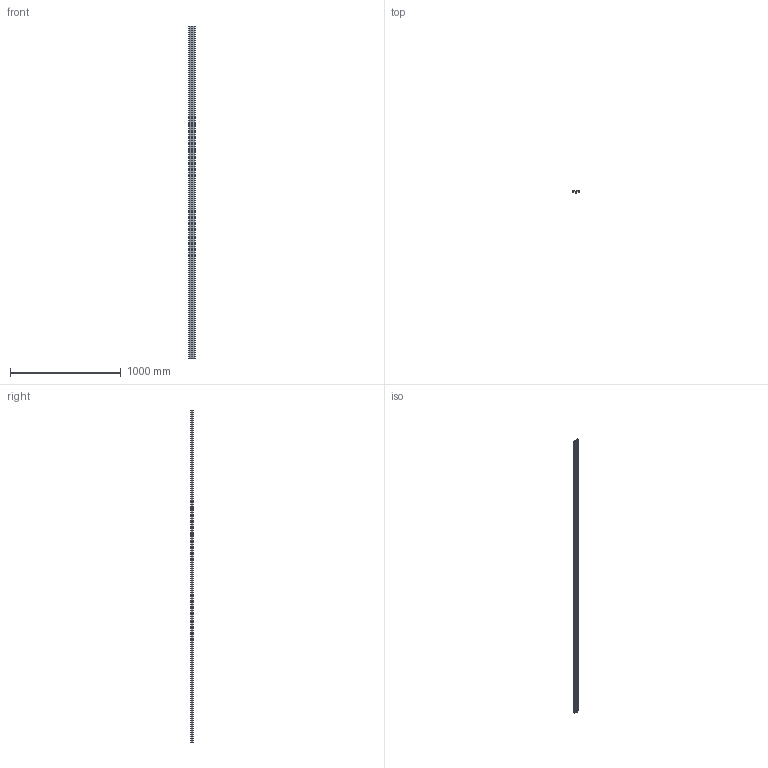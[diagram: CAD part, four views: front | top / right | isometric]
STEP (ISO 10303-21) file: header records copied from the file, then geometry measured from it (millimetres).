
FILE_DESCRIPTION (( 'STEP AP214' ), '1' );
FILE_NAME ('22A50D1A-2FD0-4648-BA5D-96981BB7FB66.STEP', '2023-07-24T10:58:00', ( '' ), ( '' ), 'SwSTEP 2.0', 'SolidWorks 2022', '' );
FILE_SCHEMA (( 'AUTOMOTIVE_DESIGN' ));
Length unit declared in the file: millimetre
Products named in the file (1): 22A50D1A-2FD0-4648-BA5D-96981BB7FB66
Bounding box: 57.15 x 20.5 x 3000 mm (x, y, z)
Volume: 1998058.6 mm3; surface area: 654861.1 mm2
Topology: 2 solids, 2 shells, 31 faces, 81 edges, 54 vertices
Faces by surface type: plane 22, cylinder 9
Entity records: 1337 total; most frequent: CARTESIAN_POINT 167, DIRECTION 163, ORIENTED_EDGE 162, EDGE_CURVE 81, VECTOR 63, LINE 63, VERTEX_POINT 54, AXIS2_PLACEMENT_3D 50
